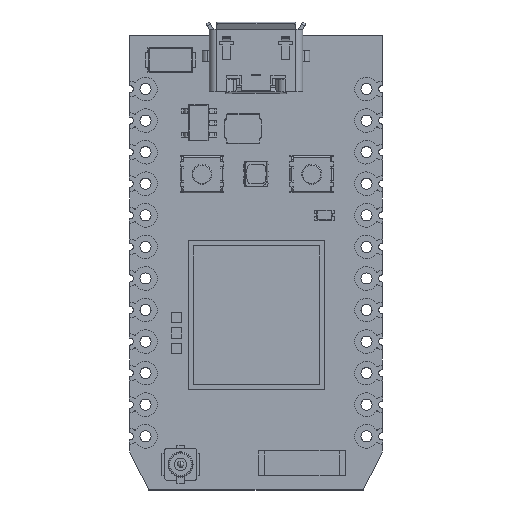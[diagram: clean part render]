
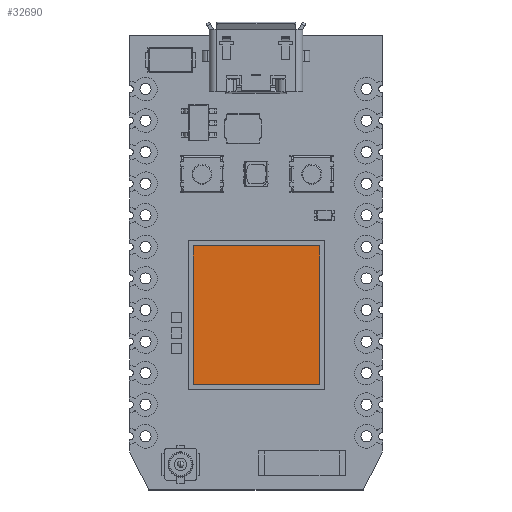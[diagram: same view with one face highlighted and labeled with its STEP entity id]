
A CAD part, top view. The second image highlights one B-rep face of the part: STEP entity #32690.
In plain terms, the highlighted planar face has unit normal (0, 0, 1).
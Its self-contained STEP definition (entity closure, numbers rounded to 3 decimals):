
#32600 = VERTEX_POINT('',#32601);
#32601 = CARTESIAN_POINT('',(15.323,-16.571,
    2.926));
#32607 = EDGE_CURVE('',#32608,#32600,#32610,.T.);
#32608 = VERTEX_POINT('',#32609);
#32609 = CARTESIAN_POINT('',(15.323,-27.696,
    2.926));
#32610 = LINE('',#32611,#32612);
#32611 = CARTESIAN_POINT('',(15.323,-27.696,
    2.926));
#32612 = VECTOR('',#32613,1.);
#32613 = DIRECTION('',(0.,1.,0.));
#32631 = VERTEX_POINT('',#32632);
#32632 = CARTESIAN_POINT('',(5.125,-16.571,
    2.926));
#32638 = EDGE_CURVE('',#32600,#32631,#32639,.T.);
#32639 = LINE('',#32640,#32641);
#32640 = CARTESIAN_POINT('',(15.323,-16.571,
    2.926));
#32641 = VECTOR('',#32642,1.);
#32642 = DIRECTION('',(-1.,0.,0.));
#32655 = VERTEX_POINT('',#32656);
#32656 = CARTESIAN_POINT('',(5.125,-27.696,
    2.926));
#32662 = EDGE_CURVE('',#32631,#32655,#32663,.T.);
#32663 = LINE('',#32664,#32665);
#32664 = CARTESIAN_POINT('',(5.125,-27.696,
    2.926));
#32665 = VECTOR('',#32666,1.);
#32666 = DIRECTION('',(0.,-1.,0.));
#32679 = EDGE_CURVE('',#32655,#32608,#32680,.T.);
#32680 = LINE('',#32681,#32682);
#32681 = CARTESIAN_POINT('',(15.323,-27.696,
    2.926));
#32682 = VECTOR('',#32683,1.);
#32683 = DIRECTION('',(1.,0.,0.));
#32690 = ADVANCED_FACE('',(#32691),#32697,.T.);
#32691 = FACE_BOUND('',#32692,.T.);
#32692 = EDGE_LOOP('',(#32693,#32694,#32695,#32696));
#32693 = ORIENTED_EDGE('',*,*,#32607,.T.);
#32694 = ORIENTED_EDGE('',*,*,#32638,.T.);
#32695 = ORIENTED_EDGE('',*,*,#32662,.T.);
#32696 = ORIENTED_EDGE('',*,*,#32679,.T.);
#32697 = PLANE('',#32698);
#32698 = AXIS2_PLACEMENT_3D('',#32699,#32700,#32701);
#32699 = CARTESIAN_POINT('',(10.224,-22.134,
    2.926));
#32700 = DIRECTION('',(0.,0.,1.));
#32701 = DIRECTION('',(0.,1.,0.));
